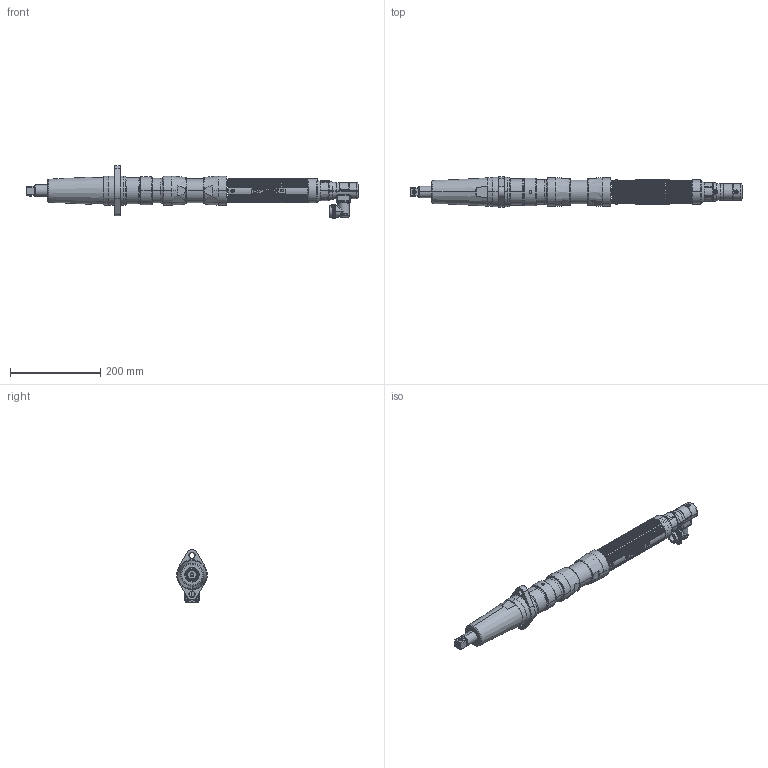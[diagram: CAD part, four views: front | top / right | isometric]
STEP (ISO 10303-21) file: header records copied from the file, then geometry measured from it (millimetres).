
FILE_DESCRIPTION((''),'2;1');
FILE_NAME('EB55MB3F1-320_','2017-03-20T',('DMG0713'),(''),'PRO/ENGINEER BY PARAMETRIC TECHNOLOGY CORPORATION, 2010430','PRO/ENGINEER BY PARAMETRIC TECHNOLOGY CORPORATION, 2010430','');
FILE_SCHEMA(('CONFIG_CONTROL_DESIGN'));
Products named in the file (1): EB55MB3F1-320_
Bounding box: 734.82 x 68.28 x 116.78 mm (x, y, z)
Surface area: 276997.7 mm2 (no closed solid volume)
Topology: 0 solids, 133 shells, 1086 faces, 4792 edges, 3686 vertices
Faces by surface type: cylinder 461, plane 249, torus 137, cone 123, bspline 63, extrusion 53
Entity records: 72878 total; most frequent: CARTESIAN_POINT 36339, DIRECTION 7142, ORIENTED_EDGE 6806, EDGE_CURVE 4792, VERTEX_POINT 3686, AXIS2_PLACEMENT_3D 2541, VECTOR 2060, LINE 2007
